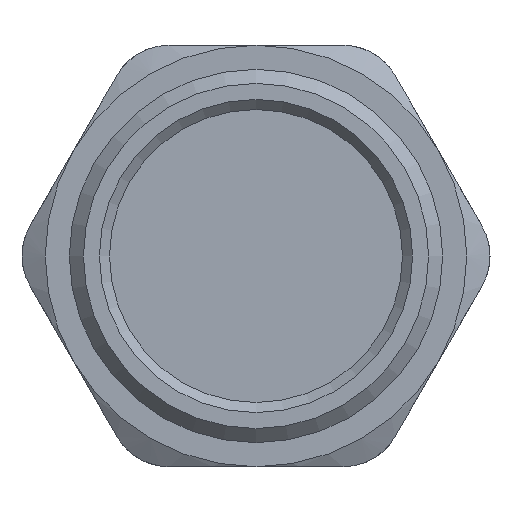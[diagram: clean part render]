
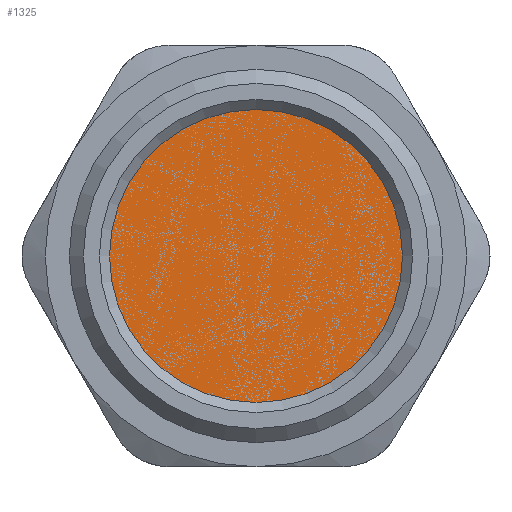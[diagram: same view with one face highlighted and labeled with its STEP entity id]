
A CAD part, front view. The second image highlights one B-rep face of the part: STEP entity #1325.
In plain terms, the highlighted planar face has unit normal (0, 1, 0).
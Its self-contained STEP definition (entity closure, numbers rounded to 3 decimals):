
#438=FACE_OUTER_BOUND('',#520,.T.);
#520=EDGE_LOOP('',(#1221));
#575=CIRCLE('',#1475,9.3);
#689=VERTEX_POINT('',#2542);
#867=EDGE_CURVE('',#689,#689,#575,.T.);
#1221=ORIENTED_EDGE('',*,*,#867,.T.);
#1250=PLANE('',#1474);
#1325=ADVANCED_FACE('',(#438),#1250,.T.);
#1474=AXIS2_PLACEMENT_3D('',#2541,#1808,#1809);
#1475=AXIS2_PLACEMENT_3D('',#2543,#1810,#1811);
#1808=DIRECTION('center_axis',(0.,1.,0.));
#1809=DIRECTION('ref_axis',(0.,0.,1.));
#1810=DIRECTION('center_axis',(0.,1.,0.));
#1811=DIRECTION('ref_axis',(-1.,0.,0.));
#2541=CARTESIAN_POINT('Origin',(-3.397,-3.771,0.));
#2542=CARTESIAN_POINT('',(-12.697,-3.771,0.));
#2543=CARTESIAN_POINT('Origin',(-3.397,-3.771,0.));
